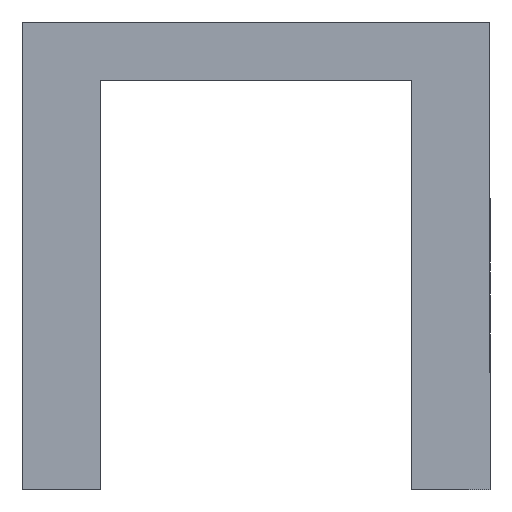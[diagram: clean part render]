
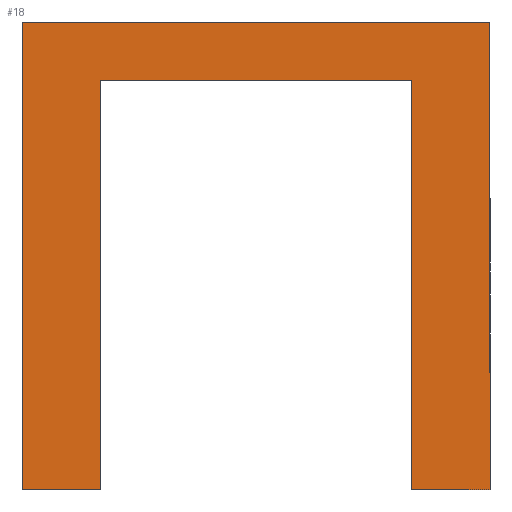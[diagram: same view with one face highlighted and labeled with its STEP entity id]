
A CAD part, front view. The second image highlights one B-rep face of the part: STEP entity #18.
In plain terms, the highlighted planar face has unit normal (0, -1, 0).
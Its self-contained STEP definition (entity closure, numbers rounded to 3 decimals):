
#1 = LINE ( 'NONE', #892, #1526 ) ;
#9 = FACE_OUTER_BOUND ( 'NONE', #1425, .T. ) ;
#18 = ADVANCED_FACE ( 'NONE', ( #9 ), #55, .F. ) ;
#55 = PLANE ( 'NONE',  #1554 ) ;
#94 = EDGE_CURVE ( 'NONE', #1171, #1379, #702, .T. ) ;
#103 = CARTESIAN_POINT ( 'NONE',  ( 6., 0., -10.5 ) ) ;
#111 = VERTEX_POINT ( 'NONE', #524 ) ;
#125 = VECTOR ( 'NONE', #439, 1000. ) ;
#126 = DIRECTION ( 'NONE',  ( 0., 0., -1. ) ) ;
#175 = EDGE_CURVE ( 'NONE', #1379, #1892, #986, .T. ) ;
#201 = DIRECTION ( 'NONE',  ( 0., 0., 1. ) ) ;
#203 = EDGE_CURVE ( 'NONE', #307, #111, #583, .T. ) ;
#209 = LINE ( 'NONE', #429, #1343 ) ;
#221 = CARTESIAN_POINT ( 'NONE',  ( -4., 0., 0. ) ) ;
#243 = VERTEX_POINT ( 'NONE', #103 ) ;
#264 = VECTOR ( 'NONE', #611, 1000. ) ;
#269 = DIRECTION ( 'NONE',  ( -1., 0., 0. ) ) ;
#307 = VERTEX_POINT ( 'NONE', #402 ) ;
#312 = ORIENTED_EDGE ( 'NONE', *, *, #203, .F. ) ;
#331 = CARTESIAN_POINT ( 'NONE',  ( -6., 0., -10.5 ) ) ;
#352 = LINE ( 'NONE', #867, #1392 ) ;
#360 = CARTESIAN_POINT ( 'NONE',  ( 0., 0., 0. ) ) ;
#366 = CARTESIAN_POINT ( 'NONE',  ( -4., 0., -10.5 ) ) ;
#402 = CARTESIAN_POINT ( 'NONE',  ( -6., 0., 1.5 ) ) ;
#429 = CARTESIAN_POINT ( 'NONE',  ( 6., 0., -10.5 ) ) ;
#439 = DIRECTION ( 'NONE',  ( 0., 0., 1. ) ) ;
#446 = LINE ( 'NONE', #331, #125 ) ;
#454 = EDGE_CURVE ( 'NONE', #795, #1145, #1695, .T. ) ;
#457 = ORIENTED_EDGE ( 'NONE', *, *, #1570, .F. ) ;
#524 = CARTESIAN_POINT ( 'NONE',  ( 6., 0., 1.5 ) ) ;
#583 = LINE ( 'NONE', #993, #699 ) ;
#611 = DIRECTION ( 'NONE',  ( 0., 0., 1. ) ) ;
#685 = CARTESIAN_POINT ( 'NONE',  ( -6., 0., -10.5 ) ) ;
#699 = VECTOR ( 'NONE', #1598, 1000. ) ;
#702 = LINE ( 'NONE', #221, #1492 ) ;
#719 = CARTESIAN_POINT ( 'NONE',  ( -4., 0., -10.5 ) ) ;
#773 = ORIENTED_EDGE ( 'NONE', *, *, #94, .F. ) ;
#795 = VERTEX_POINT ( 'NONE', #979 ) ;
#842 = EDGE_CURVE ( 'NONE', #243, #795, #352, .T. ) ;
#867 = CARTESIAN_POINT ( 'NONE',  ( 4., 0., -10.5 ) ) ;
#885 = EDGE_CURVE ( 'NONE', #111, #243, #209, .T. ) ;
#892 = CARTESIAN_POINT ( 'NONE',  ( 4., 0., 0. ) ) ;
#911 = CARTESIAN_POINT ( 'NONE',  ( 4., 0., 0. ) ) ;
#919 = DIRECTION ( 'NONE',  ( -1., 0., 0. ) ) ;
#969 = EDGE_CURVE ( 'NONE', #1892, #307, #446, .T. ) ;
#979 = CARTESIAN_POINT ( 'NONE',  ( 4., 0., -10.5 ) ) ;
#986 = LINE ( 'NONE', #366, #1509 ) ;
#993 = CARTESIAN_POINT ( 'NONE',  ( -6., 0., 1.5 ) ) ;
#1145 = VERTEX_POINT ( 'NONE', #1386 ) ;
#1171 = VERTEX_POINT ( 'NONE', #1371 ) ;
#1343 = VECTOR ( 'NONE', #126, 1000. ) ;
#1371 = CARTESIAN_POINT ( 'NONE',  ( -4., 0., 0. ) ) ;
#1379 = VERTEX_POINT ( 'NONE', #719 ) ;
#1386 = CARTESIAN_POINT ( 'NONE',  ( 4., 0., 0. ) ) ;
#1392 = VECTOR ( 'NONE', #1898, 1000. ) ;
#1416 = DIRECTION ( 'NONE',  ( 0., 0., -1. ) ) ;
#1425 = EDGE_LOOP ( 'NONE', ( #773, #457, #1562, #1535, #1728, #312, #1676, #1775 ) ) ;
#1492 = VECTOR ( 'NONE', #1416, 1000. ) ;
#1509 = VECTOR ( 'NONE', #269, 1000. ) ;
#1526 = VECTOR ( 'NONE', #919, 1000. ) ;
#1535 = ORIENTED_EDGE ( 'NONE', *, *, #842, .F. ) ;
#1554 = AXIS2_PLACEMENT_3D ( 'NONE', #360, #1804, #201 ) ;
#1562 = ORIENTED_EDGE ( 'NONE', *, *, #454, .F. ) ;
#1570 = EDGE_CURVE ( 'NONE', #1145, #1171, #1, .T. ) ;
#1598 = DIRECTION ( 'NONE',  ( 1., 0., 0. ) ) ;
#1676 = ORIENTED_EDGE ( 'NONE', *, *, #969, .F. ) ;
#1695 = LINE ( 'NONE', #911, #264 ) ;
#1728 = ORIENTED_EDGE ( 'NONE', *, *, #885, .F. ) ;
#1775 = ORIENTED_EDGE ( 'NONE', *, *, #175, .F. ) ;
#1804 = DIRECTION ( 'NONE',  ( 0., 1., 0. ) ) ;
#1892 = VERTEX_POINT ( 'NONE', #685 ) ;
#1898 = DIRECTION ( 'NONE',  ( -1., 0., 0. ) ) ;
